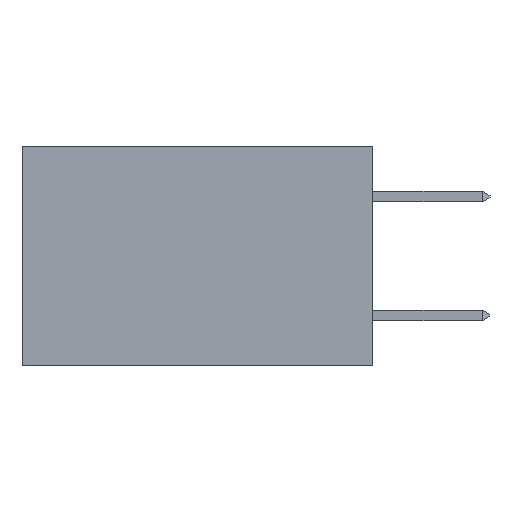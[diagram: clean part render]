
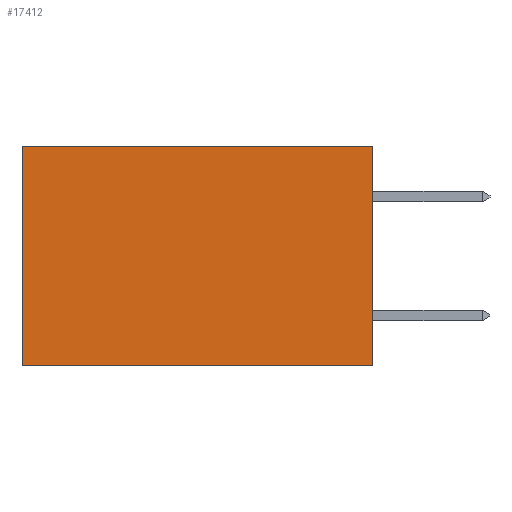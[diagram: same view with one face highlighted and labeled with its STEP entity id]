
A CAD part, left-side view. The second image highlights one B-rep face of the part: STEP entity #17412.
In plain terms, the highlighted planar face has unit normal (-1, 0, 0).
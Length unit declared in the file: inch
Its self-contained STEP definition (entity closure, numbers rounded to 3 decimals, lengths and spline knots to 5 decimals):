
#667 = ORIENTED_EDGE ( 'NONE', *, *, #14625, .F. ) ;
#1212 = ORIENTED_EDGE ( 'NONE', *, *, #6176, .T. ) ;
#2092 = EDGE_CURVE ( 'NONE', #5241, #5545, #16125, .T. ) ;
#3281 = EDGE_LOOP ( 'NONE', ( #19152, #667, #10261, #1212 ) ) ;
#3407 = DIRECTION ( 'NONE',  ( 0., 0., -1. ) ) ;
#3427 = VECTOR ( 'NONE', #3407, 39.37008 ) ;
#4512 = DIRECTION ( 'NONE',  ( 0., 0., -1. ) ) ;
#4732 = VERTEX_POINT ( 'NONE', #4963 ) ;
#4963 = CARTESIAN_POINT ( 'NONE',  ( 0.277, 0., -0.37 ) ) ;
#5241 = VERTEX_POINT ( 'NONE', #17163 ) ;
#5374 = VERTEX_POINT ( 'NONE', #5377 ) ;
#5377 = CARTESIAN_POINT ( 'NONE',  ( 0.277, 0., 0. ) ) ;
#5545 = VERTEX_POINT ( 'NONE', #15453 ) ;
#5834 = LINE ( 'NONE', #10183, #10072 ) ;
#6176 = EDGE_CURVE ( 'NONE', #5374, #5241, #5834, .T. ) ;
#6653 = PLANE ( 'NONE',  #18267 ) ;
#8204 = CARTESIAN_POINT ( 'NONE',  ( 0.277, 0., -0.37 ) ) ;
#8494 = DIRECTION ( 'NONE',  ( 0., 0., -1. ) ) ;
#9657 = VECTOR ( 'NONE', #10005, 39.37008 ) ;
#10005 = DIRECTION ( 'NONE',  ( 0., 1., 0. ) ) ;
#10072 = VECTOR ( 'NONE', #12350, 39.37008 ) ;
#10183 = CARTESIAN_POINT ( 'NONE',  ( 0.277, 0., 0. ) ) ;
#10261 = ORIENTED_EDGE ( 'NONE', *, *, #16112, .F. ) ;
#11383 = VECTOR ( 'NONE', #4512, 39.37008 ) ;
#12001 = CARTESIAN_POINT ( 'NONE',  ( 0.277, 0., -0.37 ) ) ;
#12350 = DIRECTION ( 'NONE',  ( 0., 1., 0. ) ) ;
#14057 = LINE ( 'NONE', #15862, #3427 ) ;
#14625 = EDGE_CURVE ( 'NONE', #4732, #5545, #19123, .T. ) ;
#15453 = CARTESIAN_POINT ( 'NONE',  ( 0.277, 0.59, -0.37 ) ) ;
#15862 = CARTESIAN_POINT ( 'NONE',  ( 0.277, 0., -0.37 ) ) ;
#16112 = EDGE_CURVE ( 'NONE', #5374, #4732, #14057, .T. ) ;
#16125 = LINE ( 'NONE', #23139, #11383 ) ;
#17163 = CARTESIAN_POINT ( 'NONE',  ( 0.277, 0.59, 0. ) ) ;
#17412 = ADVANCED_FACE ( 'NONE', ( #22920 ), #6653, .F. ) ;
#18267 = AXIS2_PLACEMENT_3D ( 'NONE', #12001, #19140, #8494 ) ;
#19123 = LINE ( 'NONE', #8204, #9657 ) ;
#19140 = DIRECTION ( 'NONE',  ( 1., 0., 0. ) ) ;
#19152 = ORIENTED_EDGE ( 'NONE', *, *, #2092, .T. ) ;
#22920 = FACE_OUTER_BOUND ( 'NONE', #3281, .T. ) ;
#23139 = CARTESIAN_POINT ( 'NONE',  ( 0.277, 0.59, -0.37 ) ) ;
